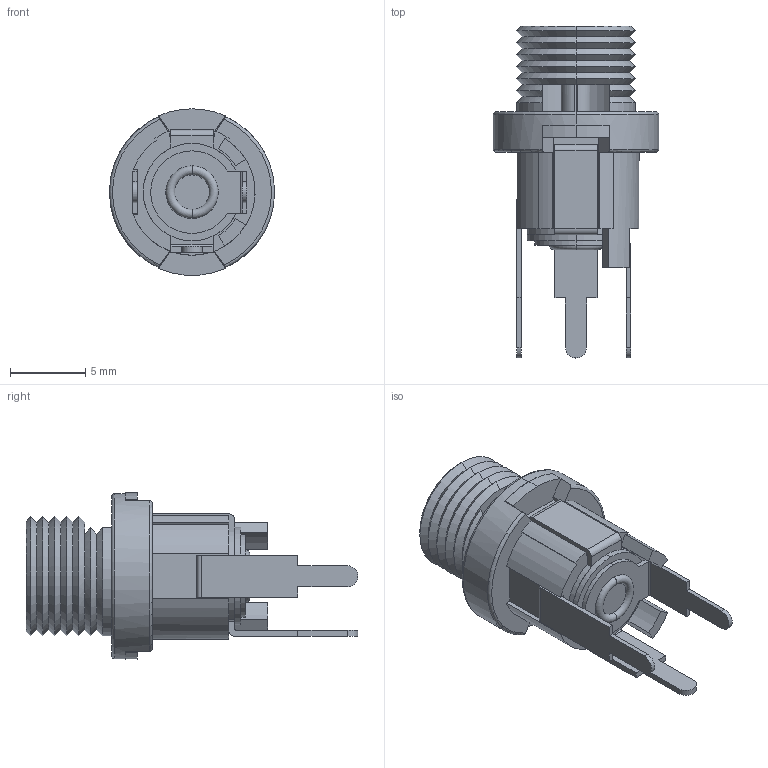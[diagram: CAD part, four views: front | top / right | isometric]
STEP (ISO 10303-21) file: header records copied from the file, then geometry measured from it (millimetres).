
FILE_DESCRIPTION (( 'STEP AP214' ), '1' );
FILE_NAME ('CUI_PJ-064A.step', '2017-08-15T22:23:55', ( '' ), ( '' ), 'SwSTEP 2.0', 'SolidWorks 2017', '' );
FILE_SCHEMA (( 'AUTOMOTIVE_DESIGN' ));
Length unit declared in the file: millimetre
Products named in the file (1): CUI_PJ-064A
Bounding box: 11 x 22.1 x 11.08 mm (x, y, z)
Volume: 612.8 mm3; surface area: 1257.8 mm2
Topology: 5 solids, 5 shells, 152 faces, 390 edges, 250 vertices
Faces by surface type: plane 80, cylinder 39, cone 25, torus 6, sphere 2
Entity records: 6184 total; most frequent: CARTESIAN_POINT 831, DIRECTION 830, ORIENTED_EDGE 780, EDGE_CURVE 390, AXIS2_PLACEMENT_3D 297, VERTEX_POINT 250, LINE 236, VECTOR 236
